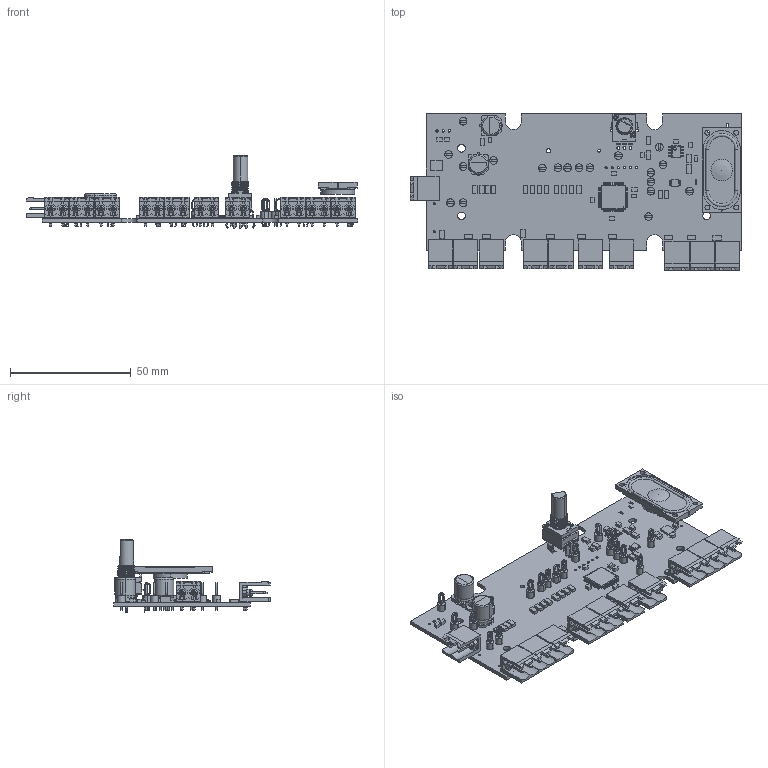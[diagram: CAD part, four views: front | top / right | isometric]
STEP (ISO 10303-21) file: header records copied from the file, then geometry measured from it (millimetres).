
FILE_DESCRIPTION(('Open CASCADE Model'),'2;1');
FILE_NAME('Open CASCADE Shape Model','2023-03-15T10:17:27',('Author'),( 'Open CASCADE'),'Open CASCADE STEP processor 6.8','Open CASCADE 6.8' ,'Unknown');
FILE_SCHEMA(('AUTOMOTIVE_DESIGN { 1 0 10303 214 1 1 1 1 }'));
Length unit declared in the file: millimetre
Products named in the file (126): PCB; Board; Open CASCADE STEP translator 6.8 2.1.1; R22; 6230562256; Extruded; R24; TP20; keystone-PN5010; R_; 4351969328; C18; 4351972208; C17; 4351968208; U10; 6230559136; VREF1; keystone-PN5014; U9; 6230559456; U7; 6230559616; U6; 4351971968; U5; SOIC-8akaD0008AakaM08A; M08A_ASM_82_ASM; BODY_M08A_35; LEAD_M08A_57; TIEBAR_M08A_2_ASM; MANIFOLD_SOLID_BREP_2784; MANIFOLD_SOLID_BREP_2935; MANIFOLD_SOLID_BREP_3086; MANIFOLD_SOLID_BREP_3237; U4; 4351975088; TP9; keystone-PN5012; TP19 ...
Assembly tree (199 placements, depth 6):
  PCB
    Board
      Open CASCADE STEP translator 6.8 2.1.1
    R22
      6230562256
        Extruded
    R24
      6230562256
        Extruded
    TP20
      keystone-PN5010
    R_
      4351969328
    C18
      4351972208
    C17
      4351968208
    U10
      6230559136
        Extruded
    VREF1
      keystone-PN5014
    U9
      6230559456
        Extruded
    U7
      6230559616
        Extruded
    U6
      4351971968
    U5
      SOIC-8akaD0008AakaM08A
        M08A_ASM_82_ASM
          BODY_M08A_35
          LEAD_M08A_57  x8
          TIEBAR_M08A_2_ASM
            MANIFOLD_SOLID_BREP_2784
            MANIFOLD_SOLID_BREP_2935
            MANIFOLD_SOLID_BREP_3086
            MANIFOLD_SOLID_BREP_3237
    U4
      4351975088
    TP9
      keystone-PN5012
    TP19
      keystone-PN5010
    TP18
      keystone-PN5011
    TP17
      keystone-PN5010
    TP16
      keystone-PN5010
    TP15
      keystone-PN5012
    TP14
      keystone-PN5012
    TP13
      keystone-PN5012
    TP12
      keystone-PN5012
Bounding box: 137.36 x 64.83 x 30 mm (x, y, z)
Volume: 20577.6 mm3; surface area: 34201.8 mm2
Topology: 191 solids, 191 shells, 4165 faces, 10733 edges, 6897 vertices
Faces by surface type: plane 3216, cylinder 852, torus 54, bspline 27, sphere 11, cone 5
Full cylindrical faces by diameter (mm): 0.4 x1, 0.6 x2, 0.9 x10, 1 x3, 1.2 x4, 1.6 x43, 1.7 x1, 3.2 x4
Entity records: 68897 total; most frequent: CARTESIAN_POINT 12160, DIRECTION 9713, ORIENTED_EDGE 9376, EDGE_CURVE 4688, LINE 3519, VECTOR 3519, AXIS2_PLACEMENT_3D 3097, VERTEX_POINT 3049
